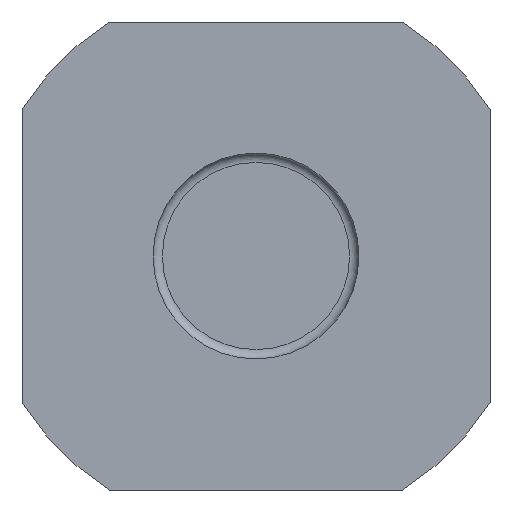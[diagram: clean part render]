
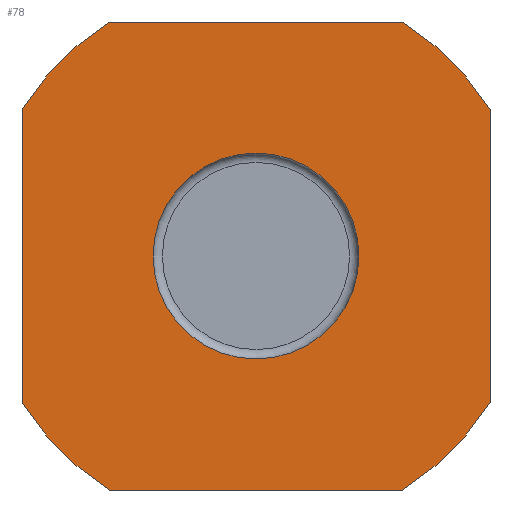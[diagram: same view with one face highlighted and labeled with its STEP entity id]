
A CAD part, left-side view. The second image highlights one B-rep face of the part: STEP entity #78.
In plain terms, the highlighted planar face has unit normal (-1, 0, 0).
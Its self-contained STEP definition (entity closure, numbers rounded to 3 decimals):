
#78=ADVANCED_FACE('',(#285,#287),#289,.T.);
#285=FACE_BOUND('',#286,.T.);
#286=EDGE_LOOP('',(#468,#469,#470,#471,#472,#473,#474,#475));
#287=FACE_BOUND('',#288,.T.);
#288=EDGE_LOOP('',(#476));
#289=PLANE('',#290);
#290=AXIS2_PLACEMENT_3D('',#291,#292,#293);
#291=CARTESIAN_POINT('',(-2.2,0.,0.));
#292=DIRECTION('',(-1.,0.,0.));
#293=DIRECTION('',(0.,0.,1.));
#468=ORIENTED_EDGE('',*,*,#540,.T.);
#469=ORIENTED_EDGE('',*,*,#541,.T.);
#470=ORIENTED_EDGE('',*,*,#542,.T.);
#471=ORIENTED_EDGE('',*,*,#543,.T.);
#472=ORIENTED_EDGE('',*,*,#544,.T.);
#473=ORIENTED_EDGE('',*,*,#545,.T.);
#474=ORIENTED_EDGE('',*,*,#546,.T.);
#475=ORIENTED_EDGE('',*,*,#547,.T.);
#476=ORIENTED_EDGE('',*,*,#548,.T.);
#540=EDGE_CURVE('',#576,#577,#578,.T.);
#541=EDGE_CURVE('',#577,#579,#580,.T.);
#542=EDGE_CURVE('',#579,#581,#582,.T.);
#543=EDGE_CURVE('',#581,#583,#584,.T.);
#544=EDGE_CURVE('',#583,#585,#586,.T.);
#545=EDGE_CURVE('',#585,#587,#588,.T.);
#546=EDGE_CURVE('',#587,#589,#590,.T.);
#547=EDGE_CURVE('',#589,#576,#591,.T.);
#548=EDGE_CURVE('',#592,#592,#593,.F.);
#576=VERTEX_POINT('',#640);
#577=VERTEX_POINT('',#641);
#578=LINE('',#642,#643);
#579=VERTEX_POINT('',#645);
#580=CIRCLE('',#646,2.95);
#581=VERTEX_POINT('',#650);
#582=LINE('',#651,#652);
#583=VERTEX_POINT('',#654);
#584=CIRCLE('',#655,2.95);
#585=VERTEX_POINT('',#659);
#586=LINE('',#660,#661);
#587=VERTEX_POINT('',#663);
#588=CIRCLE('',#664,2.95);
#589=VERTEX_POINT('',#668);
#590=LINE('',#669,#670);
#591=CIRCLE('',#672,2.95);
#592=VERTEX_POINT('',#676);
#593=CIRCLE('',#677,1.1);
#640=CARTESIAN_POINT('',(-2.2,2.5,4.066));
#641=CARTESIAN_POINT('',(-2.2,2.5,0.934));
#642=CARTESIAN_POINT('',(-2.2,2.5,4.066));
#643=VECTOR('',#644,1.);
#644=DIRECTION('',(0.,0.,-1.));
#645=CARTESIAN_POINT('',(-2.2,1.566,0.));
#646=AXIS2_PLACEMENT_3D('',#647,#648,#649);
#647=CARTESIAN_POINT('',(-2.2,0.,2.5));
#648=DIRECTION('',(-1.,0.,0.));
#649=DIRECTION('',(0.,0.847,-0.531));
#650=CARTESIAN_POINT('',(-2.2,-1.566,0.));
#651=CARTESIAN_POINT('',(-2.2,1.566,0.));
#652=VECTOR('',#653,1.);
#653=DIRECTION('',(0.,-1.,0.));
#654=CARTESIAN_POINT('',(-2.2,-2.5,0.934));
#655=AXIS2_PLACEMENT_3D('',#656,#657,#658);
#656=CARTESIAN_POINT('',(-2.2,0.,2.5));
#657=DIRECTION('',(-1.,0.,0.));
#658=DIRECTION('',(0.,-0.531,-0.847));
#659=CARTESIAN_POINT('',(-2.2,-2.5,4.066));
#660=CARTESIAN_POINT('',(-2.2,-2.5,0.934));
#661=VECTOR('',#662,1.);
#662=DIRECTION('',(0.,0.,1.));
#663=CARTESIAN_POINT('',(-2.2,-1.566,5.));
#664=AXIS2_PLACEMENT_3D('',#665,#666,#667);
#665=CARTESIAN_POINT('',(-2.2,0.,2.5));
#666=DIRECTION('',(-1.,0.,0.));
#667=DIRECTION('',(0.,-0.847,0.531));
#668=CARTESIAN_POINT('',(-2.2,1.566,5.));
#669=CARTESIAN_POINT('',(-2.2,-1.566,5.));
#670=VECTOR('',#671,1.);
#671=DIRECTION('',(0.,1.,0.));
#672=AXIS2_PLACEMENT_3D('',#673,#674,#675);
#673=CARTESIAN_POINT('',(-2.2,0.,2.5));
#674=DIRECTION('',(-1.,0.,0.));
#675=DIRECTION('',(0.,0.531,0.847));
#676=CARTESIAN_POINT('',(-2.2,0.,1.4));
#677=AXIS2_PLACEMENT_3D('',#678,#679,#680);
#678=CARTESIAN_POINT('',(-2.2,0.,2.5));
#679=DIRECTION('',(-1.,0.,0.));
#680=DIRECTION('',(0.,0.,-1.));
